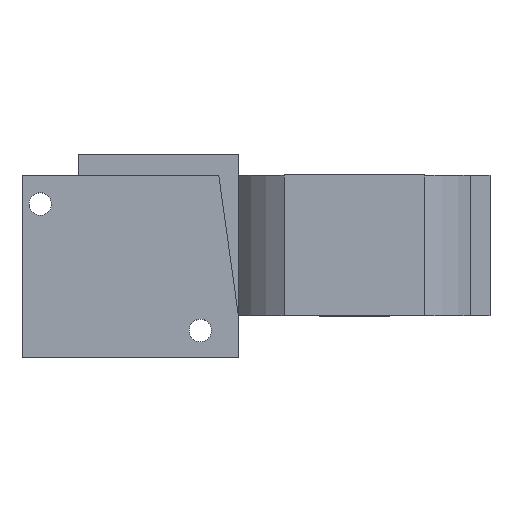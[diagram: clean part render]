
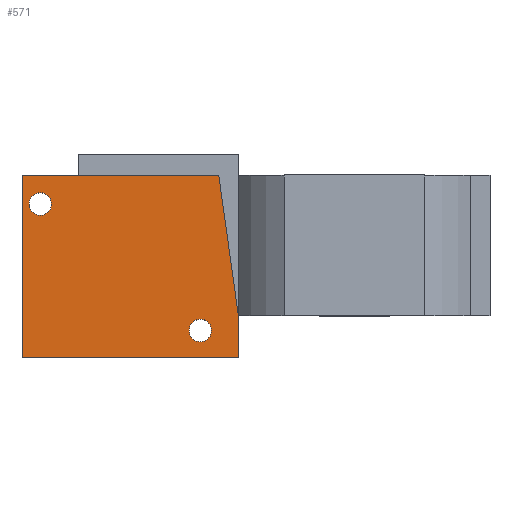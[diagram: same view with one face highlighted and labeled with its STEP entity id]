
A CAD part, top view. The second image highlights one B-rep face of the part: STEP entity #571.
In plain terms, the highlighted planar face has unit normal (0, 0, 1).
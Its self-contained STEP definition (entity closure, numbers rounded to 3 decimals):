
#17=FACE_BOUND('',#85,.T.);
#18=FACE_BOUND('',#86,.T.);
#27=PLANE('',#627);
#52=FACE_OUTER_BOUND('',#84,.T.);
#84=EDGE_LOOP('',(#418,#419,#420,#421,#422,#423));
#85=EDGE_LOOP('',(#424));
#86=EDGE_LOOP('',(#425));
#121=LINE('',#858,#183);
#122=LINE('',#862,#184);
#126=LINE('',#870,#188);
#129=LINE('',#875,#191);
#131=LINE('',#879,#193);
#132=LINE('',#880,#194);
#183=VECTOR('',#690,10.);
#184=VECTOR('',#693,10.);
#188=VECTOR('',#699,10.);
#191=VECTOR('',#704,10.);
#193=VECTOR('',#708,10.);
#194=VECTOR('',#709,10.);
#240=CIRCLE('',#618,0.8);
#242=CIRCLE('',#621,0.8);
#260=VERTEX_POINT('',#839);
#262=VERTEX_POINT('',#845);
#264=VERTEX_POINT('',#851);
#267=VERTEX_POINT('',#856);
#268=VERTEX_POINT('',#860);
#269=VERTEX_POINT('',#861);
#272=VERTEX_POINT('',#869);
#274=VERTEX_POINT('',#878);
#312=EDGE_CURVE('',#260,#260,#240,.T.);
#315=EDGE_CURVE('',#262,#262,#242,.T.);
#321=EDGE_CURVE('',#264,#267,#121,.T.);
#322=EDGE_CURVE('',#268,#269,#122,.T.);
#326=EDGE_CURVE('',#267,#272,#126,.T.);
#329=EDGE_CURVE('',#272,#268,#129,.T.);
#331=EDGE_CURVE('',#274,#269,#131,.T.);
#332=EDGE_CURVE('',#264,#274,#132,.T.);
#418=ORIENTED_EDGE('',*,*,#329,.T.);
#419=ORIENTED_EDGE('',*,*,#322,.T.);
#420=ORIENTED_EDGE('',*,*,#331,.F.);
#421=ORIENTED_EDGE('',*,*,#332,.F.);
#422=ORIENTED_EDGE('',*,*,#321,.T.);
#423=ORIENTED_EDGE('',*,*,#326,.T.);
#424=ORIENTED_EDGE('',*,*,#312,.T.);
#425=ORIENTED_EDGE('',*,*,#315,.T.);
#571=ADVANCED_FACE('',(#52,#17,#18),#27,.T.);
#618=AXIS2_PLACEMENT_3D('',#840,#673,#674);
#621=AXIS2_PLACEMENT_3D('',#846,#680,#681);
#627=AXIS2_PLACEMENT_3D('',#877,#706,#707);
#673=DIRECTION('center_axis',(0.,0.,-1.));
#674=DIRECTION('ref_axis',(1.,0.,0.));
#680=DIRECTION('center_axis',(0.,0.,-1.));
#681=DIRECTION('ref_axis',(1.,0.,0.));
#690=DIRECTION('',(-1.,0.,0.));
#693=DIRECTION('',(0.,1.,0.));
#699=DIRECTION('',(0.,-1.,0.));
#704=DIRECTION('',(1.,0.,0.));
#706=DIRECTION('center_axis',(0.,0.,1.));
#707=DIRECTION('ref_axis',(1.,0.,0.));
#708=DIRECTION('',(0.138,-0.99,0.));
#709=DIRECTION('',(1.,0.,0.));
#839=CARTESIAN_POINT('',(-11.762,-1.05,0.));
#840=CARTESIAN_POINT('Origin',(-10.962,-1.05,0.));
#845=CARTESIAN_POINT('',(-23.15,7.95,0.));
#846=CARTESIAN_POINT('Origin',(-22.35,7.95,0.));
#851=CARTESIAN_POINT('',(-19.65,10.,0.));
#856=CARTESIAN_POINT('',(-23.65,10.,0.));
#858=CARTESIAN_POINT('',(-9.65,10.,0.));
#860=CARTESIAN_POINT('',(-8.254,-3.,0.));
#861=CARTESIAN_POINT('',(-8.254,0.,0.));
#862=CARTESIAN_POINT('',(-8.254,-3.,0.));
#869=CARTESIAN_POINT('',(-23.65,-3.,0.));
#870=CARTESIAN_POINT('',(-23.65,10.,0.));
#875=CARTESIAN_POINT('',(-23.65,-3.,0.));
#877=CARTESIAN_POINT('Origin',(-15.952,3.5,0.));
#878=CARTESIAN_POINT('',(-9.65,10.,0.));
#879=CARTESIAN_POINT('',(-9.265,7.244,0.));
#880=CARTESIAN_POINT('',(-12.103,10.,0.));
